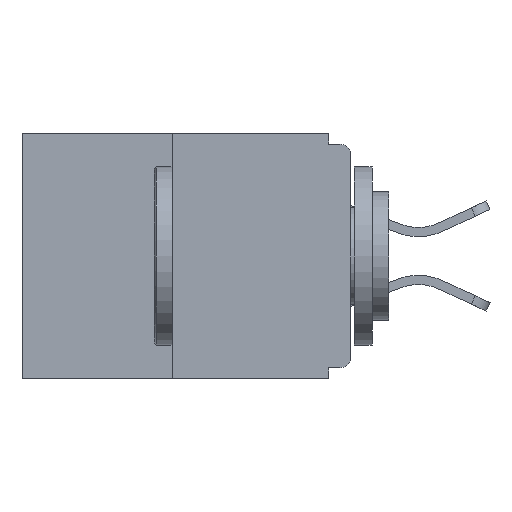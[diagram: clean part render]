
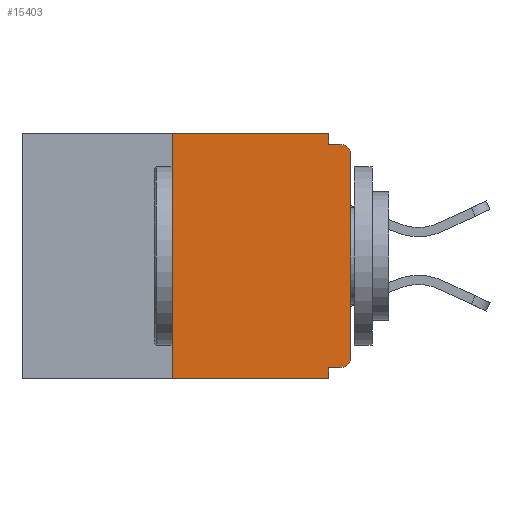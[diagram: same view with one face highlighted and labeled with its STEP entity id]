
A CAD part, left-side view. The second image highlights one B-rep face of the part: STEP entity #15403.
In plain terms, the highlighted planar face has unit normal (-1, 0, 0).
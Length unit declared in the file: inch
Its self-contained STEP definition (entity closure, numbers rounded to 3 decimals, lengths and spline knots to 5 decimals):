
#69 = DIRECTION ( 'NONE',  ( 0., -1., 0. ) ) ;
#124 = AXIS2_PLACEMENT_3D ( 'NONE', #28191, #12734, #27912 ) ;
#168 = CARTESIAN_POINT ( 'NONE',  ( 0., 0.25, -0.343 ) ) ;
#302 = VERTEX_POINT ( 'NONE', #10516 ) ;
#338 = LINE ( 'NONE', #27833, #16538 ) ;
#619 = EDGE_CURVE ( 'NONE', #2522, #26760, #22948, .T. ) ;
#1001 = VERTEX_POINT ( 'NONE', #2783 ) ;
#1072 = ORIENTED_EDGE ( 'NONE', *, *, #22231, .T. ) ;
#1206 = VECTOR ( 'NONE', #18271, 39.37008 ) ;
#1324 = EDGE_CURVE ( 'NONE', #5399, #2522, #28102, .T. ) ;
#1985 = ORIENTED_EDGE ( 'NONE', *, *, #26115, .F. ) ;
#2155 = EDGE_LOOP ( 'NONE', ( #11324, #1985, #10529, #23031, #27559, #1072, #7179, #11714, #10297, #16555 ) ) ;
#2407 = DIRECTION ( 'NONE',  ( 0., 0., 1. ) ) ;
#2522 = VERTEX_POINT ( 'NONE', #12530 ) ;
#2641 = VERTEX_POINT ( 'NONE', #23964 ) ;
#2783 = CARTESIAN_POINT ( 'NONE',  ( 0., 0.015, -0.015 ) ) ;
#3779 = CARTESIAN_POINT ( 'NONE',  ( 0., 0.031, -0.015 ) ) ;
#4816 = EDGE_CURVE ( 'NONE', #26760, #1001, #17865, .T. ) ;
#4832 = CIRCLE ( 'NONE', #28010, 0.015 ) ;
#4933 = CARTESIAN_POINT ( 'NONE',  ( 0., 0.031, 0. ) ) ;
#5399 = VERTEX_POINT ( 'NONE', #23680 ) ;
#5774 = LINE ( 'NONE', #21968, #6475 ) ;
#6203 = VECTOR ( 'NONE', #8390, 39.37008 ) ;
#6265 = EDGE_CURVE ( 'NONE', #2641, #302, #16018, .T. ) ;
#6475 = VECTOR ( 'NONE', #2407, 39.37008 ) ;
#7179 = ORIENTED_EDGE ( 'NONE', *, *, #27484, .T. ) ;
#7679 = DIRECTION ( 'NONE',  ( -1., 0., 0. ) ) ;
#8390 = DIRECTION ( 'NONE',  ( 0., 0., 1. ) ) ;
#8424 = CARTESIAN_POINT ( 'NONE',  ( 0., 0., -0.03 ) ) ;
#10041 = CARTESIAN_POINT ( 'NONE',  ( 0., 0., -0.015 ) ) ;
#10259 = VERTEX_POINT ( 'NONE', #8424 ) ;
#10278 = CARTESIAN_POINT ( 'NONE',  ( 0., 0.015, -0.03 ) ) ;
#10297 = ORIENTED_EDGE ( 'NONE', *, *, #4816, .F. ) ;
#10516 = CARTESIAN_POINT ( 'NONE',  ( 0., 0.031, -0.343 ) ) ;
#10529 = ORIENTED_EDGE ( 'NONE', *, *, #11222, .T. ) ;
#10908 = VECTOR ( 'NONE', #69, 39.37008 ) ;
#11211 = VERTEX_POINT ( 'NONE', #168 ) ;
#11222 = EDGE_CURVE ( 'NONE', #11211, #302, #27758, .T. ) ;
#11324 = ORIENTED_EDGE ( 'NONE', *, *, #1324, .F. ) ;
#11714 = ORIENTED_EDGE ( 'NONE', *, *, #19809, .T. ) ;
#12345 = CARTESIAN_POINT ( 'NONE',  ( 0., 0.015, -0.328 ) ) ;
#12530 = CARTESIAN_POINT ( 'NONE',  ( 0., 0.031, 0. ) ) ;
#12734 = DIRECTION ( 'NONE',  ( 1., 0., 0. ) ) ;
#12830 = PLANE ( 'NONE',  #124 ) ;
#12896 = DIRECTION ( 'NONE',  ( -1., 0., 0. ) ) ;
#14595 = CARTESIAN_POINT ( 'NONE',  ( 0., 0., -0.313 ) ) ;
#15403 = ADVANCED_FACE ( 'NONE', ( #25033 ), #12830, .F. ) ;
#15463 = CARTESIAN_POINT ( 'NONE',  ( 0., 0.031, -0.343 ) ) ;
#15669 = CARTESIAN_POINT ( 'NONE',  ( 0., 0.46, -0.343 ) ) ;
#16018 = LINE ( 'NONE', #15463, #20468 ) ;
#16431 = CIRCLE ( 'NONE', #19980, 0.015 ) ;
#16538 = VECTOR ( 'NONE', #20716, 39.37008 ) ;
#16555 = ORIENTED_EDGE ( 'NONE', *, *, #619, .F. ) ;
#17652 = VERTEX_POINT ( 'NONE', #12345 ) ;
#17865 = LINE ( 'NONE', #10041, #27453 ) ;
#18163 = VECTOR ( 'NONE', #26121, 39.37008 ) ;
#18271 = DIRECTION ( 'NONE',  ( 0., 0., -1. ) ) ;
#19217 = CARTESIAN_POINT ( 'NONE',  ( 0., 0.46, 0. ) ) ;
#19809 = EDGE_CURVE ( 'NONE', #10259, #1001, #4832, .T. ) ;
#19980 = AXIS2_PLACEMENT_3D ( 'NONE', #25563, #7679, #23002 ) ;
#20468 = VECTOR ( 'NONE', #28324, 39.37008 ) ;
#20716 = DIRECTION ( 'NONE',  ( 0., 1., 0. ) ) ;
#20812 = EDGE_CURVE ( 'NONE', #17652, #2641, #338, .T. ) ;
#21503 = CARTESIAN_POINT ( 'NONE',  ( 0., 0.25, 0. ) ) ;
#21968 = CARTESIAN_POINT ( 'NONE',  ( 0., 0., 0. ) ) ;
#22231 = EDGE_CURVE ( 'NONE', #17652, #26764, #16431, .T. ) ;
#22948 = LINE ( 'NONE', #4933, #1206 ) ;
#23002 = DIRECTION ( 'NONE',  ( 0., 0., -1. ) ) ;
#23031 = ORIENTED_EDGE ( 'NONE', *, *, #6265, .F. ) ;
#23680 = CARTESIAN_POINT ( 'NONE',  ( 0., 0.25, 0. ) ) ;
#23964 = CARTESIAN_POINT ( 'NONE',  ( 0., 0.031, -0.328 ) ) ;
#25033 = FACE_OUTER_BOUND ( 'NONE', #2155, .T. ) ;
#25563 = CARTESIAN_POINT ( 'NONE',  ( 0., 0.015, -0.313 ) ) ;
#26115 = EDGE_CURVE ( 'NONE', #11211, #5399, #26536, .T. ) ;
#26121 = DIRECTION ( 'NONE',  ( 0., -1., 0. ) ) ;
#26536 = LINE ( 'NONE', #21503, #6203 ) ;
#26760 = VERTEX_POINT ( 'NONE', #3779 ) ;
#26764 = VERTEX_POINT ( 'NONE', #14595 ) ;
#27453 = VECTOR ( 'NONE', #27657, 39.37008 ) ;
#27484 = EDGE_CURVE ( 'NONE', #26764, #10259, #5774, .T. ) ;
#27559 = ORIENTED_EDGE ( 'NONE', *, *, #20812, .F. ) ;
#27657 = DIRECTION ( 'NONE',  ( 0., -1., 0. ) ) ;
#27758 = LINE ( 'NONE', #15669, #10908 ) ;
#27833 = CARTESIAN_POINT ( 'NONE',  ( 0., 0., -0.328 ) ) ;
#27887 = DIRECTION ( 'NONE',  ( 0., 0., -1. ) ) ;
#27912 = DIRECTION ( 'NONE',  ( 0., 0., -1. ) ) ;
#28010 = AXIS2_PLACEMENT_3D ( 'NONE', #10278, #12896, #27887 ) ;
#28102 = LINE ( 'NONE', #19217, #18163 ) ;
#28191 = CARTESIAN_POINT ( 'NONE',  ( 0., 0.46, 0. ) ) ;
#28324 = DIRECTION ( 'NONE',  ( 0., 0., -1. ) ) ;
